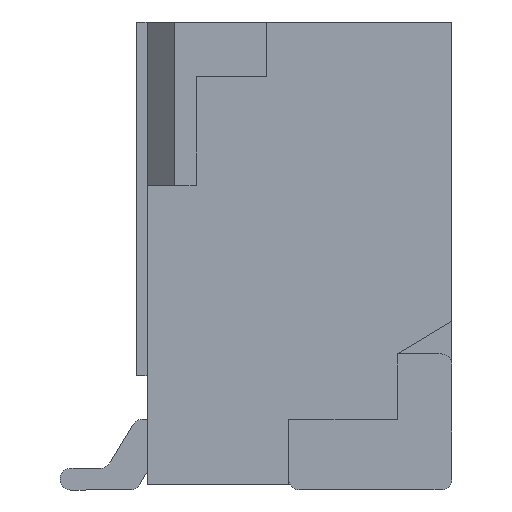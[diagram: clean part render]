
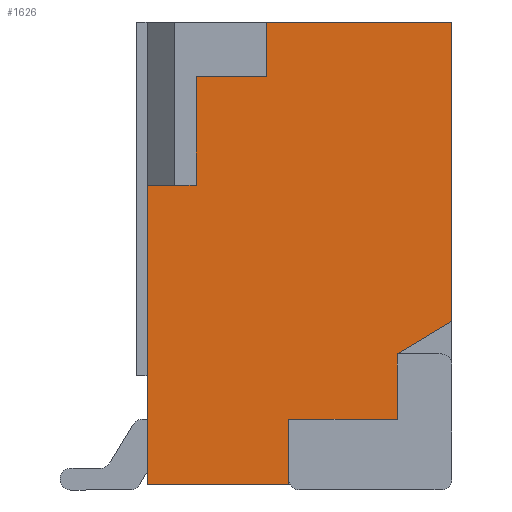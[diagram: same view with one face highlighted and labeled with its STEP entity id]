
A CAD part, left-side view. The second image highlights one B-rep face of the part: STEP entity #1626.
In plain terms, the highlighted planar face has unit normal (-1, 0, 0).
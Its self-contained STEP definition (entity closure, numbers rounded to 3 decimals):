
#1626=ADVANCED_FACE('',(#3904),#3906,.T.);
#3904=FACE_BOUND('',#3905,.T.);
#3905=EDGE_LOOP('',(#5758,#5759,#5760,#5761,#5762,#5763,#5764,#5765,#5766,#5767,
#5768,#5769));
#3906=PLANE('',#3907);
#3907=AXIS2_PLACEMENT_3D('',#3908,#3909,#3910);
#3908=CARTESIAN_POINT('',(-1.5,0.,0.));
#3909=DIRECTION('',(-1.,0.,0.));
#3910=DIRECTION('',(0.,0.,1.));
#5758=ORIENTED_EDGE('',*,*,#6994,.T.);
#5759=ORIENTED_EDGE('',*,*,#6995,.T.);
#5760=ORIENTED_EDGE('',*,*,#6996,.T.);
#5761=ORIENTED_EDGE('',*,*,#6997,.T.);
#5762=ORIENTED_EDGE('',*,*,#6998,.T.);
#5763=ORIENTED_EDGE('',*,*,#6909,.T.);
#5764=ORIENTED_EDGE('',*,*,#6993,.T.);
#5765=ORIENTED_EDGE('',*,*,#6999,.T.);
#5766=ORIENTED_EDGE('',*,*,#7000,.T.);
#5767=ORIENTED_EDGE('',*,*,#7001,.T.);
#5768=ORIENTED_EDGE('',*,*,#6969,.T.);
#5769=ORIENTED_EDGE('',*,*,#7002,.T.);
#6909=EDGE_CURVE('',#8048,#8046,#8049,.T.);
#6969=EDGE_CURVE('',#8167,#8165,#8168,.T.);
#6993=EDGE_CURVE('',#8046,#8205,#8207,.F.);
#6994=EDGE_CURVE('',#8208,#8209,#8210,.F.);
#6995=EDGE_CURVE('',#8209,#8211,#8212,.F.);
#6996=EDGE_CURVE('',#8211,#8213,#8214,.F.);
#6997=EDGE_CURVE('',#8213,#8215,#8216,.F.);
#6998=EDGE_CURVE('',#8215,#8048,#8217,.T.);
#6999=EDGE_CURVE('',#8205,#8218,#8219,.F.);
#7000=EDGE_CURVE('',#8218,#8220,#8221,.F.);
#7001=EDGE_CURVE('',#8220,#8167,#8222,.F.);
#7002=EDGE_CURVE('',#8165,#8208,#8223,.T.);
#8046=VERTEX_POINT('',#10405);
#8048=VERTEX_POINT('',#10409);
#8049=LINE('',#10410,#10411);
#8165=VERTEX_POINT('',#10644);
#8167=VERTEX_POINT('',#10648);
#8168=LINE('',#10649,#10650);
#8205=VERTEX_POINT('',#10732);
#8207=LINE('',#10736,#10737);
#8208=VERTEX_POINT('',#10739);
#8209=VERTEX_POINT('',#10740);
#8210=LINE('',#10741,#10742);
#8211=VERTEX_POINT('',#10744);
#8212=LINE('',#10745,#10746);
#8213=VERTEX_POINT('',#10748);
#8214=LINE('',#10749,#10750);
#8215=VERTEX_POINT('',#10752);
#8216=LINE('',#10753,#10754);
#8217=LINE('',#10756,#10757);
#8218=VERTEX_POINT('',#10759);
#8219=LINE('',#10760,#10761);
#8220=VERTEX_POINT('',#10763);
#8221=LINE('',#10764,#10765);
#8222=LINE('',#10767,#10768);
#8223=LINE('',#10770,#10771);
#10405=CARTESIAN_POINT('',(-1.5,-1.2,4.25));
#10409=CARTESIAN_POINT('',(-1.5,-2.9,4.25));
#10410=CARTESIAN_POINT('',(-1.5,-2.9,4.25));
#10411=VECTOR('',#10412,1.);
#10412=DIRECTION('',(0.,1.,0.));
#10644=CARTESIAN_POINT('',(-1.5,-0.1,0.));
#10648=CARTESIAN_POINT('',(-1.5,-0.1,2.75));
#10649=CARTESIAN_POINT('',(-1.5,-0.1,2.75));
#10650=VECTOR('',#10651,1.);
#10651=DIRECTION('',(0.,0.,-1.));
#10732=CARTESIAN_POINT('',(-1.5,-1.2,3.75));
#10736=CARTESIAN_POINT('',(-1.5,-1.2,3.75));
#10737=VECTOR('',#10738,1.);
#10738=DIRECTION('',(0.,0.,1.));
#10739=CARTESIAN_POINT('',(-1.5,-1.4,0.));
#10740=CARTESIAN_POINT('',(-1.5,-1.4,0.6));
#10741=CARTESIAN_POINT('',(-1.5,-1.4,0.6));
#10742=VECTOR('',#10743,1.);
#10743=DIRECTION('',(0.,0.,-1.));
#10744=CARTESIAN_POINT('',(-1.5,-2.4,0.6));
#10745=CARTESIAN_POINT('',(-1.5,-2.4,0.6));
#10746=VECTOR('',#10747,1.);
#10747=DIRECTION('',(0.,1.,0.));
#10748=CARTESIAN_POINT('',(-1.5,-2.4,1.2));
#10749=CARTESIAN_POINT('',(-1.5,-2.4,1.2));
#10750=VECTOR('',#10751,1.);
#10751=DIRECTION('',(0.,0.,-1.));
#10752=CARTESIAN_POINT('',(-1.5,-2.9,1.5));
#10753=CARTESIAN_POINT('',(-1.5,-2.9,1.5));
#10754=VECTOR('',#10755,1.);
#10755=DIRECTION('',(0.,0.857,-0.514));
#10756=CARTESIAN_POINT('',(-1.5,-2.9,1.5));
#10757=VECTOR('',#10758,1.);
#10758=DIRECTION('',(0.,0.,1.));
#10759=CARTESIAN_POINT('',(-1.5,-0.55,3.75));
#10760=CARTESIAN_POINT('',(-1.5,-0.55,3.75));
#10761=VECTOR('',#10762,1.);
#10762=DIRECTION('',(0.,-1.,0.));
#10763=CARTESIAN_POINT('',(-1.5,-0.55,2.75));
#10764=CARTESIAN_POINT('',(-1.5,-0.55,2.75));
#10765=VECTOR('',#10766,1.);
#10766=DIRECTION('',(0.,0.,1.));
#10767=CARTESIAN_POINT('',(-1.5,-0.1,2.75));
#10768=VECTOR('',#10769,1.);
#10769=DIRECTION('',(0.,-1.,0.));
#10770=CARTESIAN_POINT('',(-1.5,-0.1,0.));
#10771=VECTOR('',#10772,1.);
#10772=DIRECTION('',(0.,-1.,0.));
